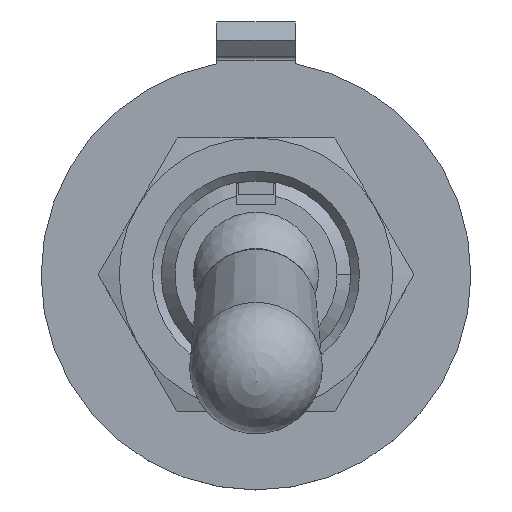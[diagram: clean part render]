
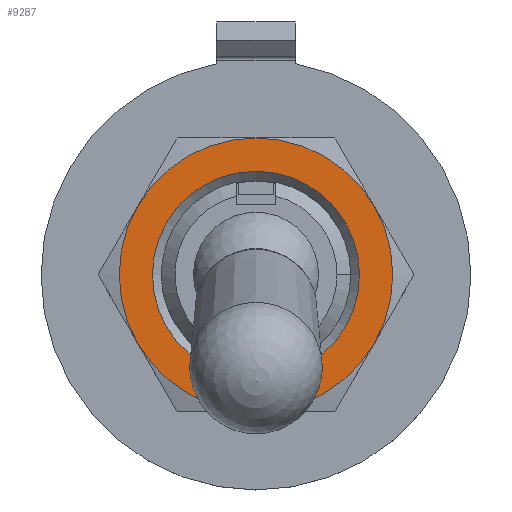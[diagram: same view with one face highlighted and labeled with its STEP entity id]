
A CAD part, top view. The second image highlights one B-rep face of the part: STEP entity #9287.
In plain terms, the highlighted planar face has unit normal (0, 0, 1).
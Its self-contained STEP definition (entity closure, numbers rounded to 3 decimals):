
#8958 = CONICAL_SURFACE('',#8959,2.4,0.785);
#8959 = AXIS2_PLACEMENT_3D('',#8960,#8961,#8962);
#8960 = CARTESIAN_POINT('',(0.,0.,1.2));
#8961 = DIRECTION('',(0.,0.,1.));
#8962 = DIRECTION('',(0.,1.,0.));
#9033 = VERTEX_POINT('',#9034);
#9034 = CARTESIAN_POINT('',(0.,2.65,1.45));
#9057 = EDGE_CURVE('',#9033,#9033,#9058,.T.);
#9058 = SURFACE_CURVE('',#9059,(#9064,#9071),.PCURVE_S1.);
#9059 = CIRCLE('',#9060,2.65);
#9060 = AXIS2_PLACEMENT_3D('',#9061,#9062,#9063);
#9061 = CARTESIAN_POINT('',(0.,0.,1.45));
#9062 = DIRECTION('',(0.,0.,-1.));
#9063 = DIRECTION('',(0.,1.,0.));
#9064 = PCURVE('',#8958,#9065);
#9065 = DEFINITIONAL_REPRESENTATION('',(#9066),#9070);
#9066 = LINE('',#9067,#9068);
#9067 = CARTESIAN_POINT('',(-0.,0.25));
#9068 = VECTOR('',#9069,1.);
#9069 = DIRECTION('',(-1.,0.));
#9070 = ( GEOMETRIC_REPRESENTATION_CONTEXT(2) 
PARAMETRIC_REPRESENTATION_CONTEXT() REPRESENTATION_CONTEXT('2D SPACE',''
  ) );
#9071 = PCURVE('',#9072,#9077);
#9072 = PLANE('',#9073);
#9073 = AXIS2_PLACEMENT_3D('',#9074,#9075,#9076);
#9074 = CARTESIAN_POINT('',(0.,0.,1.45));
#9075 = DIRECTION('',(0.,0.,-1.));
#9076 = DIRECTION('',(0.,1.,0.));
#9077 = DEFINITIONAL_REPRESENTATION('',(#9078),#9082);
#9078 = CIRCLE('',#9079,2.65);
#9079 = AXIS2_PLACEMENT_2D('',#9080,#9081);
#9080 = CARTESIAN_POINT('',(0.,0.));
#9081 = DIRECTION('',(1.,0.));
#9082 = ( GEOMETRIC_REPRESENTATION_CONTEXT(2) 
PARAMETRIC_REPRESENTATION_CONTEXT() REPRESENTATION_CONTEXT('2D SPACE',''
  ) );
#9287 = ADVANCED_FACE('',(#9288,#9291),#9072,.F.);
#9288 = FACE_BOUND('',#9289,.T.);
#9289 = EDGE_LOOP('',(#9290));
#9290 = ORIENTED_EDGE('',*,*,#9057,.T.);
#9291 = FACE_BOUND('',#9292,.T.);
#9292 = EDGE_LOOP('',(#9293,#9324,#9353,#9382,#9411,#9440));
#9293 = ORIENTED_EDGE('',*,*,#9294,.F.);
#9294 = EDGE_CURVE('',#9295,#9297,#9299,.T.);
#9295 = VERTEX_POINT('',#9296);
#9296 = CARTESIAN_POINT('',(0.,3.5,1.45));
#9297 = VERTEX_POINT('',#9298);
#9298 = CARTESIAN_POINT('',(3.031,1.75,1.45));
#9299 = SURFACE_CURVE('',#9300,(#9305,#9312),.PCURVE_S1.);
#9300 = CIRCLE('',#9301,3.5);
#9301 = AXIS2_PLACEMENT_3D('',#9302,#9303,#9304);
#9302 = CARTESIAN_POINT('',(0.,0.,1.45));
#9303 = DIRECTION('',(0.,0.,-1.));
#9304 = DIRECTION('',(0.,1.,0.));
#9305 = PCURVE('',#9072,#9306);
#9306 = DEFINITIONAL_REPRESENTATION('',(#9307),#9311);
#9307 = CIRCLE('',#9308,3.5);
#9308 = AXIS2_PLACEMENT_2D('',#9309,#9310);
#9309 = CARTESIAN_POINT('',(0.,0.));
#9310 = DIRECTION('',(1.,0.));
#9311 = ( GEOMETRIC_REPRESENTATION_CONTEXT(2) 
PARAMETRIC_REPRESENTATION_CONTEXT() REPRESENTATION_CONTEXT('2D SPACE',''
  ) );
#9312 = PCURVE('',#9313,#9318);
#9313 = CONICAL_SURFACE('',#9314,3.5,1.309);
#9314 = AXIS2_PLACEMENT_3D('',#9315,#9316,#9317);
#9315 = CARTESIAN_POINT('',(0.,0.,1.45));
#9316 = DIRECTION('',(0.,0.,-1.));
#9317 = DIRECTION('',(0.,1.,0.));
#9318 = DEFINITIONAL_REPRESENTATION('',(#9319),#9323);
#9319 = LINE('',#9320,#9321);
#9320 = CARTESIAN_POINT('',(0.,0.));
#9321 = VECTOR('',#9322,1.);
#9322 = DIRECTION('',(1.,0.));
#9323 = ( GEOMETRIC_REPRESENTATION_CONTEXT(2) 
PARAMETRIC_REPRESENTATION_CONTEXT() REPRESENTATION_CONTEXT('2D SPACE',''
  ) );
#9324 = ORIENTED_EDGE('',*,*,#9325,.F.);
#9325 = EDGE_CURVE('',#9326,#9295,#9328,.T.);
#9326 = VERTEX_POINT('',#9327);
#9327 = CARTESIAN_POINT('',(-3.031,1.75,1.45));
#9328 = SURFACE_CURVE('',#9329,(#9334,#9341),.PCURVE_S1.);
#9329 = CIRCLE('',#9330,3.5);
#9330 = AXIS2_PLACEMENT_3D('',#9331,#9332,#9333);
#9331 = CARTESIAN_POINT('',(0.,0.,1.45));
#9332 = DIRECTION('',(0.,0.,-1.));
#9333 = DIRECTION('',(0.,1.,0.));
#9334 = PCURVE('',#9072,#9335);
#9335 = DEFINITIONAL_REPRESENTATION('',(#9336),#9340);
#9336 = CIRCLE('',#9337,3.5);
#9337 = AXIS2_PLACEMENT_2D('',#9338,#9339);
#9338 = CARTESIAN_POINT('',(0.,0.));
#9339 = DIRECTION('',(1.,0.));
#9340 = ( GEOMETRIC_REPRESENTATION_CONTEXT(2) 
PARAMETRIC_REPRESENTATION_CONTEXT() REPRESENTATION_CONTEXT('2D SPACE',''
  ) );
#9341 = PCURVE('',#9342,#9347);
#9342 = CONICAL_SURFACE('',#9343,3.5,1.309);
#9343 = AXIS2_PLACEMENT_3D('',#9344,#9345,#9346);
#9344 = CARTESIAN_POINT('',(0.,0.,1.45));
#9345 = DIRECTION('',(0.,0.,-1.));
#9346 = DIRECTION('',(0.,1.,0.));
#9347 = DEFINITIONAL_REPRESENTATION('',(#9348),#9352);
#9348 = LINE('',#9349,#9350);
#9349 = CARTESIAN_POINT('',(0.,0.));
#9350 = VECTOR('',#9351,1.);
#9351 = DIRECTION('',(1.,0.));
#9352 = ( GEOMETRIC_REPRESENTATION_CONTEXT(2) 
PARAMETRIC_REPRESENTATION_CONTEXT() REPRESENTATION_CONTEXT('2D SPACE',''
  ) );
#9353 = ORIENTED_EDGE('',*,*,#9354,.F.);
#9354 = EDGE_CURVE('',#9355,#9326,#9357,.T.);
#9355 = VERTEX_POINT('',#9356);
#9356 = CARTESIAN_POINT('',(-3.031,-1.75,1.45));
#9357 = SURFACE_CURVE('',#9358,(#9363,#9370),.PCURVE_S1.);
#9358 = CIRCLE('',#9359,3.5);
#9359 = AXIS2_PLACEMENT_3D('',#9360,#9361,#9362);
#9360 = CARTESIAN_POINT('',(0.,0.,1.45));
#9361 = DIRECTION('',(0.,0.,-1.));
#9362 = DIRECTION('',(0.,1.,0.));
#9363 = PCURVE('',#9072,#9364);
#9364 = DEFINITIONAL_REPRESENTATION('',(#9365),#9369);
#9365 = CIRCLE('',#9366,3.5);
#9366 = AXIS2_PLACEMENT_2D('',#9367,#9368);
#9367 = CARTESIAN_POINT('',(0.,0.));
#9368 = DIRECTION('',(1.,0.));
#9369 = ( GEOMETRIC_REPRESENTATION_CONTEXT(2) 
PARAMETRIC_REPRESENTATION_CONTEXT() REPRESENTATION_CONTEXT('2D SPACE',''
  ) );
#9370 = PCURVE('',#9371,#9376);
#9371 = CONICAL_SURFACE('',#9372,3.5,1.309);
#9372 = AXIS2_PLACEMENT_3D('',#9373,#9374,#9375);
#9373 = CARTESIAN_POINT('',(0.,0.,1.45));
#9374 = DIRECTION('',(0.,0.,-1.));
#9375 = DIRECTION('',(0.,1.,0.));
#9376 = DEFINITIONAL_REPRESENTATION('',(#9377),#9381);
#9377 = LINE('',#9378,#9379);
#9378 = CARTESIAN_POINT('',(0.,0.));
#9379 = VECTOR('',#9380,1.);
#9380 = DIRECTION('',(1.,0.));
#9381 = ( GEOMETRIC_REPRESENTATION_CONTEXT(2) 
PARAMETRIC_REPRESENTATION_CONTEXT() REPRESENTATION_CONTEXT('2D SPACE',''
  ) );
#9382 = ORIENTED_EDGE('',*,*,#9383,.F.);
#9383 = EDGE_CURVE('',#9384,#9355,#9386,.T.);
#9384 = VERTEX_POINT('',#9385);
#9385 = CARTESIAN_POINT('',(0.,-3.5,1.45));
#9386 = SURFACE_CURVE('',#9387,(#9392,#9399),.PCURVE_S1.);
#9387 = CIRCLE('',#9388,3.5);
#9388 = AXIS2_PLACEMENT_3D('',#9389,#9390,#9391);
#9389 = CARTESIAN_POINT('',(0.,0.,1.45));
#9390 = DIRECTION('',(0.,0.,-1.));
#9391 = DIRECTION('',(0.,1.,0.));
#9392 = PCURVE('',#9072,#9393);
#9393 = DEFINITIONAL_REPRESENTATION('',(#9394),#9398);
#9394 = CIRCLE('',#9395,3.5);
#9395 = AXIS2_PLACEMENT_2D('',#9396,#9397);
#9396 = CARTESIAN_POINT('',(0.,0.));
#9397 = DIRECTION('',(1.,0.));
#9398 = ( GEOMETRIC_REPRESENTATION_CONTEXT(2) 
PARAMETRIC_REPRESENTATION_CONTEXT() REPRESENTATION_CONTEXT('2D SPACE',''
  ) );
#9399 = PCURVE('',#9400,#9405);
#9400 = CONICAL_SURFACE('',#9401,3.5,1.309);
#9401 = AXIS2_PLACEMENT_3D('',#9402,#9403,#9404);
#9402 = CARTESIAN_POINT('',(0.,0.,1.45));
#9403 = DIRECTION('',(0.,0.,-1.));
#9404 = DIRECTION('',(0.,1.,0.));
#9405 = DEFINITIONAL_REPRESENTATION('',(#9406),#9410);
#9406 = LINE('',#9407,#9408);
#9407 = CARTESIAN_POINT('',(0.,0.));
#9408 = VECTOR('',#9409,1.);
#9409 = DIRECTION('',(1.,0.));
#9410 = ( GEOMETRIC_REPRESENTATION_CONTEXT(2) 
PARAMETRIC_REPRESENTATION_CONTEXT() REPRESENTATION_CONTEXT('2D SPACE',''
  ) );
#9411 = ORIENTED_EDGE('',*,*,#9412,.F.);
#9412 = EDGE_CURVE('',#9413,#9384,#9415,.T.);
#9413 = VERTEX_POINT('',#9414);
#9414 = CARTESIAN_POINT('',(3.031,-1.75,1.45));
#9415 = SURFACE_CURVE('',#9416,(#9421,#9428),.PCURVE_S1.);
#9416 = CIRCLE('',#9417,3.5);
#9417 = AXIS2_PLACEMENT_3D('',#9418,#9419,#9420);
#9418 = CARTESIAN_POINT('',(0.,0.,1.45));
#9419 = DIRECTION('',(0.,0.,-1.));
#9420 = DIRECTION('',(0.,1.,0.));
#9421 = PCURVE('',#9072,#9422);
#9422 = DEFINITIONAL_REPRESENTATION('',(#9423),#9427);
#9423 = CIRCLE('',#9424,3.5);
#9424 = AXIS2_PLACEMENT_2D('',#9425,#9426);
#9425 = CARTESIAN_POINT('',(0.,0.));
#9426 = DIRECTION('',(1.,0.));
#9427 = ( GEOMETRIC_REPRESENTATION_CONTEXT(2) 
PARAMETRIC_REPRESENTATION_CONTEXT() REPRESENTATION_CONTEXT('2D SPACE',''
  ) );
#9428 = PCURVE('',#9429,#9434);
#9429 = CONICAL_SURFACE('',#9430,3.5,1.309);
#9430 = AXIS2_PLACEMENT_3D('',#9431,#9432,#9433);
#9431 = CARTESIAN_POINT('',(0.,0.,1.45));
#9432 = DIRECTION('',(0.,0.,-1.));
#9433 = DIRECTION('',(0.,1.,0.));
#9434 = DEFINITIONAL_REPRESENTATION('',(#9435),#9439);
#9435 = LINE('',#9436,#9437);
#9436 = CARTESIAN_POINT('',(0.,0.));
#9437 = VECTOR('',#9438,1.);
#9438 = DIRECTION('',(1.,0.));
#9439 = ( GEOMETRIC_REPRESENTATION_CONTEXT(2) 
PARAMETRIC_REPRESENTATION_CONTEXT() REPRESENTATION_CONTEXT('2D SPACE',''
  ) );
#9440 = ORIENTED_EDGE('',*,*,#9441,.F.);
#9441 = EDGE_CURVE('',#9297,#9413,#9442,.T.);
#9442 = SURFACE_CURVE('',#9443,(#9448,#9455),.PCURVE_S1.);
#9443 = CIRCLE('',#9444,3.5);
#9444 = AXIS2_PLACEMENT_3D('',#9445,#9446,#9447);
#9445 = CARTESIAN_POINT('',(0.,0.,1.45));
#9446 = DIRECTION('',(0.,0.,-1.));
#9447 = DIRECTION('',(0.,1.,0.));
#9448 = PCURVE('',#9072,#9449);
#9449 = DEFINITIONAL_REPRESENTATION('',(#9450),#9454);
#9450 = CIRCLE('',#9451,3.5);
#9451 = AXIS2_PLACEMENT_2D('',#9452,#9453);
#9452 = CARTESIAN_POINT('',(0.,0.));
#9453 = DIRECTION('',(1.,0.));
#9454 = ( GEOMETRIC_REPRESENTATION_CONTEXT(2) 
PARAMETRIC_REPRESENTATION_CONTEXT() REPRESENTATION_CONTEXT('2D SPACE',''
  ) );
#9455 = PCURVE('',#9456,#9461);
#9456 = CONICAL_SURFACE('',#9457,3.5,1.309);
#9457 = AXIS2_PLACEMENT_3D('',#9458,#9459,#9460);
#9458 = CARTESIAN_POINT('',(0.,0.,1.45));
#9459 = DIRECTION('',(0.,0.,-1.));
#9460 = DIRECTION('',(0.,1.,0.));
#9461 = DEFINITIONAL_REPRESENTATION('',(#9462),#9466);
#9462 = LINE('',#9463,#9464);
#9463 = CARTESIAN_POINT('',(0.,0.));
#9464 = VECTOR('',#9465,1.);
#9465 = DIRECTION('',(1.,0.));
#9466 = ( GEOMETRIC_REPRESENTATION_CONTEXT(2) 
PARAMETRIC_REPRESENTATION_CONTEXT() REPRESENTATION_CONTEXT('2D SPACE',''
  ) );
